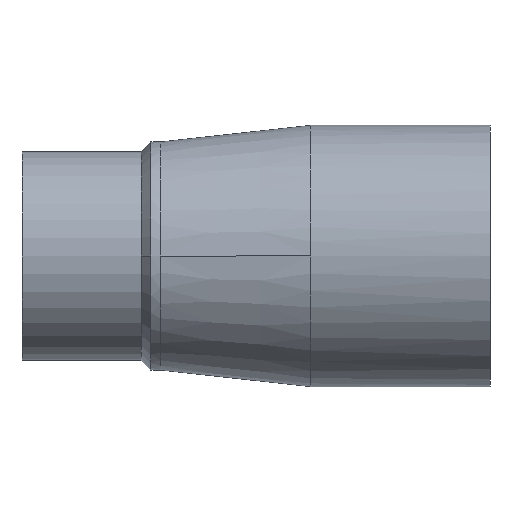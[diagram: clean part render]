
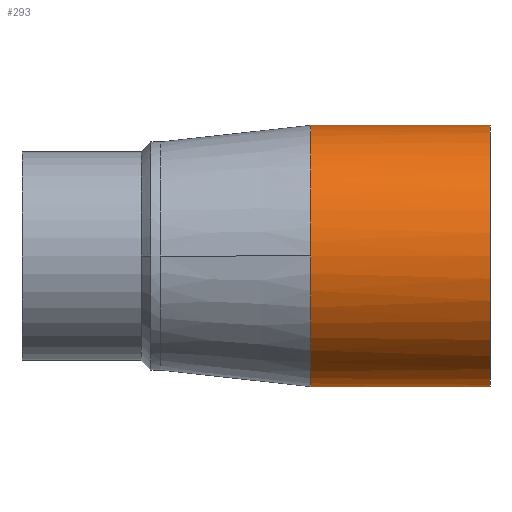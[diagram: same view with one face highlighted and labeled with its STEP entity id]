
A CAD part, front view. The second image highlights one B-rep face of the part: STEP entity #293.
In plain terms, the highlighted cylindrical face has radius 112.5 mm (diameter 225 mm), a partial arc.
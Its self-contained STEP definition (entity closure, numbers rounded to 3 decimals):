
#131 = VERTEX_POINT( '', #346 );
#133 = EDGE_CURVE( '', #165, #317, #348, .T. );
#159 = VERTEX_POINT( '', #381 );
#165 = VERTEX_POINT( '', #387 );
#181 = EDGE_CURVE( '', #131, #165, #403, .T. );
#183 = EDGE_CURVE( '', #205, #159, #405, .T. );
#205 = VERTEX_POINT( '', #428 );
#239 = EDGE_CURVE( '', #317, #205, #465, .T. );
#275 = EDGE_CURVE( '', #159, #131, #502, .T. );
#293 = ADVANCED_FACE( '', ( #521 ), #522, .T. );
#317 = VERTEX_POINT( '', #551 );
#346 = CARTESIAN_POINT( '', ( 403., 0., -112.5 ) );
#348 = LINE( '', #589, #590 );
#381 = CARTESIAN_POINT( '', ( 248.5, 0., -112.5 ) );
#387 = CARTESIAN_POINT( '', ( 403., 0., 112.5 ) );
#403 = CIRCLE( '', #1204, 112.5 );
#405 = B_SPLINE_CURVE_WITH_KNOTS( '', 3, ( #1207, #1208, #1209, #1210, #1211, #1212, #1213, #1214, #1215, #1216, #1217 ), .UNSPECIFIED., .F., .F., ( 4, 1, 1, 1, 1, 1, 1, 1, 4 ), ( 3.142, 3.338, 3.534, 3.731, 3.927, 4.123, 4.32, 4.516, 4.712 ), .UNSPECIFIED. );
#428 = CARTESIAN_POINT( '', ( 248.5, -112.5, 0. ) );
#465 = B_SPLINE_CURVE_WITH_KNOTS( '', 3, ( #1615, #1616, #1617, #1618, #1619, #1620, #1621, #1622, #1623, #1624, #1625 ), .UNSPECIFIED., .F., .F., ( 4, 1, 1, 1, 1, 1, 1, 1, 4 ), ( 1.571, 1.767, 1.963, 2.16, 2.356, 2.553, 2.749, 2.945, 3.142 ), .UNSPECIFIED. );
#502 = LINE( '', #1717, #1718 );
#521 = FACE_OUTER_BOUND( '', #1772, .T. );
#522 = CYLINDRICAL_SURFACE( '', #1773, 112.5 );
#551 = CARTESIAN_POINT( '', ( 248.5, 0., 112.5 ) );
#589 = CARTESIAN_POINT( '', ( 248.5, 0., 112.5 ) );
#590 = VECTOR( '', #2131, 1. );
#1204 = AXIS2_PLACEMENT_3D( '', #2202, #2203, #2204 );
#1207 = CARTESIAN_POINT( '', ( 248.5, -112.5, 0. ) );
#1208 = CARTESIAN_POINT( '', ( 248.5, -112.5, -7.363 ) );
#1209 = CARTESIAN_POINT( '', ( 248.5, -111.05, -22.089 ) );
#1210 = CARTESIAN_POINT( '', ( 248.5, -104.606, -43.329 ) );
#1211 = CARTESIAN_POINT( '', ( 248.5, -94.143, -62.905 ) );
#1212 = CARTESIAN_POINT( '', ( 248.5, -80.062, -80.062 ) );
#1213 = CARTESIAN_POINT( '', ( 248.5, -62.905, -94.143 ) );
#1214 = CARTESIAN_POINT( '', ( 248.5, -43.329, -104.606 ) );
#1215 = CARTESIAN_POINT( '', ( 248.5, -22.089, -111.05 ) );
#1216 = CARTESIAN_POINT( '', ( 248.5, -7.363, -112.5 ) );
#1217 = CARTESIAN_POINT( '', ( 248.5, 0., -112.5 ) );
#1615 = CARTESIAN_POINT( '', ( 248.5, 0., 112.5 ) );
#1616 = CARTESIAN_POINT( '', ( 248.5, -7.363, 112.5 ) );
#1617 = CARTESIAN_POINT( '', ( 248.5, -22.089, 111.05 ) );
#1618 = CARTESIAN_POINT( '', ( 248.5, -43.329, 104.606 ) );
#1619 = CARTESIAN_POINT( '', ( 248.5, -62.905, 94.143 ) );
#1620 = CARTESIAN_POINT( '', ( 248.5, -80.062, 80.062 ) );
#1621 = CARTESIAN_POINT( '', ( 248.5, -94.143, 62.905 ) );
#1622 = CARTESIAN_POINT( '', ( 248.5, -104.606, 43.329 ) );
#1623 = CARTESIAN_POINT( '', ( 248.5, -111.05, 22.089 ) );
#1624 = CARTESIAN_POINT( '', ( 248.5, -112.5, 7.363 ) );
#1625 = CARTESIAN_POINT( '', ( 248.5, -112.5, 0. ) );
#1717 = CARTESIAN_POINT( '', ( 248.5, 0., -112.5 ) );
#1718 = VECTOR( '', #2280, 1. );
#1772 = EDGE_LOOP( '', ( #2292, #2293, #2294, #2295, #2296 ) );
#1773 = AXIS2_PLACEMENT_3D( '', #2297, #2298, #2299 );
#2131 = DIRECTION( '', ( -1., 0., 0. ) );
#2202 = CARTESIAN_POINT( '', ( 403., 0., 0. ) );
#2203 = DIRECTION( '', ( -1., 0., 0. ) );
#2204 = DIRECTION( '', ( 0., 0., -1. ) );
#2280 = DIRECTION( '', ( 1., 0., 0. ) );
#2292 = ORIENTED_EDGE( '', *, *, #275, .T. );
#2293 = ORIENTED_EDGE( '', *, *, #181, .T. );
#2294 = ORIENTED_EDGE( '', *, *, #133, .T. );
#2295 = ORIENTED_EDGE( '', *, *, #239, .T. );
#2296 = ORIENTED_EDGE( '', *, *, #183, .T. );
#2297 = CARTESIAN_POINT( '', ( 248.5, 0., 0. ) );
#2298 = DIRECTION( '', ( -1., 0., 0. ) );
#2299 = DIRECTION( '', ( 0., 0., -1. ) );
